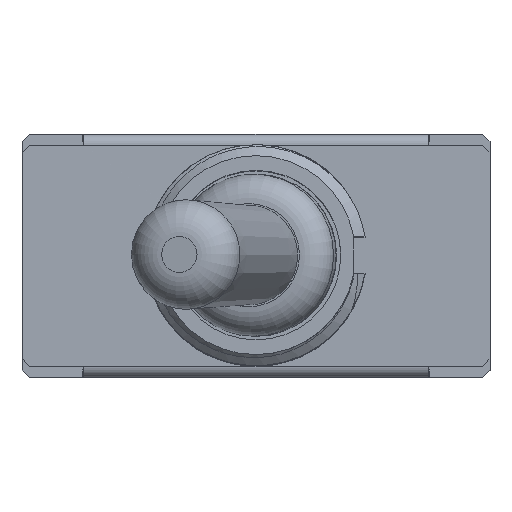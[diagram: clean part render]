
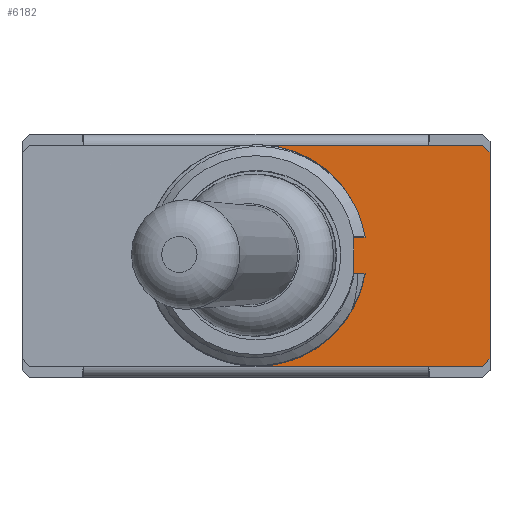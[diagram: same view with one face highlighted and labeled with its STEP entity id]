
A CAD part, top view. The second image highlights one B-rep face of the part: STEP entity #6182.
In plain terms, the highlighted planar face has unit normal (0, 0, 1).
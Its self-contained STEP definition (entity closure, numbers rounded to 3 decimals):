
#830=LINE('',#23560,#1332);
#831=LINE('',#23562,#1333);
#832=LINE('',#23564,#1334);
#833=LINE('',#23565,#1335);
#834=LINE('',#23567,#1336);
#835=LINE('',#23569,#1337);
#836=LINE('',#23571,#1338);
#837=LINE('',#23573,#1339);
#838=LINE('',#23575,#1340);
#839=LINE('',#23577,#1341);
#1332=VECTOR('',#9269,1000.);
#1333=VECTOR('',#9270,1000.);
#1334=VECTOR('',#9271,1000.);
#1335=VECTOR('',#9272,1000.);
#1336=VECTOR('',#9273,1000.);
#1337=VECTOR('',#9274,1000.);
#1338=VECTOR('',#9275,1000.);
#1339=VECTOR('',#9276,1000.);
#1340=VECTOR('',#9277,1000.);
#1341=VECTOR('',#9278,1000.);
#2313=ORIENTED_EDGE('',*,*,#3628,.T.);
#2314=ORIENTED_EDGE('',*,*,#3949,.F.);
#2315=ORIENTED_EDGE('',*,*,#3950,.T.);
#2316=ORIENTED_EDGE('',*,*,#3951,.T.);
#2317=ORIENTED_EDGE('',*,*,#3633,.T.);
#2318=ORIENTED_EDGE('',*,*,#3952,.T.);
#2319=ORIENTED_EDGE('',*,*,#3953,.F.);
#2320=ORIENTED_EDGE('',*,*,#3954,.T.);
#2321=ORIENTED_EDGE('',*,*,#3955,.F.);
#2322=ORIENTED_EDGE('',*,*,#3956,.T.);
#2323=ORIENTED_EDGE('',*,*,#3957,.F.);
#2324=ORIENTED_EDGE('',*,*,#3958,.F.);
#3628=EDGE_CURVE('',#4508,#4507,#4975,.T.);
#3633=EDGE_CURVE('',#4512,#4513,#4977,.T.);
#3949=EDGE_CURVE('',#4757,#4507,#830,.T.);
#3950=EDGE_CURVE('',#4757,#4758,#831,.T.);
#3951=EDGE_CURVE('',#4758,#4512,#832,.T.);
#3952=EDGE_CURVE('',#4513,#4759,#833,.T.);
#3953=EDGE_CURVE('',#4760,#4759,#834,.T.);
#3954=EDGE_CURVE('',#4760,#4761,#835,.F.);
#3955=EDGE_CURVE('',#4762,#4761,#836,.T.);
#3956=EDGE_CURVE('',#4762,#4763,#837,.F.);
#3957=EDGE_CURVE('',#4764,#4763,#838,.T.);
#3958=EDGE_CURVE('',#4508,#4764,#839,.T.);
#4507=VERTEX_POINT('',#17164);
#4508=VERTEX_POINT('',#17166);
#4512=VERTEX_POINT('',#17416);
#4513=VERTEX_POINT('',#17417);
#4757=VERTEX_POINT('',#23561);
#4758=VERTEX_POINT('',#23563);
#4759=VERTEX_POINT('',#23566);
#4760=VERTEX_POINT('',#23568);
#4761=VERTEX_POINT('',#23570);
#4762=VERTEX_POINT('',#23572);
#4763=VERTEX_POINT('',#23574);
#4764=VERTEX_POINT('',#23576);
#4975=CIRCLE('',#8414,3.);
#4977=CIRCLE('',#8417,3.);
#5167=EDGE_LOOP('',(#2313,#2314,#2315,#2316,#2317,#2318,#2319,#2320,#2321,
#2322,#2323,#2324));
#5566=FACE_BOUND('',#5167,.T.);
#5889=PLANE('',#8467);
#6182=ADVANCED_FACE('',(#5566),#5889,.F.);
#8414=AXIS2_PLACEMENT_3D('',#17165,#9055,#9056);
#8417=AXIS2_PLACEMENT_3D('',#17415,#9063,#9064);
#8467=AXIS2_PLACEMENT_3D('',#23559,#9267,#9268);
#9055=DIRECTION('',(0.,0.,-1.));
#9056=DIRECTION('',(1.,0.,0.));
#9063=DIRECTION('',(0.,0.,-1.));
#9064=DIRECTION('',(1.,0.,0.));
#9267=DIRECTION('',(0.,0.,-1.));
#9268=DIRECTION('',(-1.,0.,0.));
#9269=DIRECTION('',(1.,0.,0.));
#9270=DIRECTION('',(0.,-1.,0.));
#9271=DIRECTION('',(1.,0.,0.));
#9272=DIRECTION('',(1.,0.,0.));
#9273=DIRECTION('',(-1.,0.,0.));
#9274=DIRECTION('',(-0.707,-0.707,0.));
#9275=DIRECTION('',(0.,-1.,0.));
#9276=DIRECTION('',(0.707,-0.707,0.));
#9277=DIRECTION('',(1.,0.,0.));
#9278=DIRECTION('',(1.,0.,0.));
#17164=CARTESIAN_POINT('',(2.958,0.5,0.2));
#17165=CARTESIAN_POINT('',(0.,0.,0.2));
#17166=CARTESIAN_POINT('',(0.,3.,0.2));
#17415=CARTESIAN_POINT('',(0.,0.,0.2));
#17416=CARTESIAN_POINT('',(2.958,-0.5,0.2));
#17417=CARTESIAN_POINT('',(0.,-3.,0.2));
#23559=CARTESIAN_POINT('',(0.,0.,0.2));
#23560=CARTESIAN_POINT('',(2.65,0.5,0.2));
#23561=CARTESIAN_POINT('',(2.65,0.5,0.2));
#23562=CARTESIAN_POINT('',(2.65,0.5,0.2));
#23563=CARTESIAN_POINT('',(2.65,-0.5,0.2));
#23564=CARTESIAN_POINT('',(2.65,-0.5,0.2));
#23565=CARTESIAN_POINT('',(-4.675,-3.,0.2));
#23566=CARTESIAN_POINT('',(4.675,-3.,0.2));
#23567=CARTESIAN_POINT('',(6.35,-3.,0.2));
#23568=CARTESIAN_POINT('',(6.15,-3.,0.2));
#23569=CARTESIAN_POINT('',(6.35,-2.8,0.2));
#23570=CARTESIAN_POINT('',(6.35,-2.8,0.2));
#23571=CARTESIAN_POINT('',(6.35,3.,0.2));
#23572=CARTESIAN_POINT('',(6.35,2.8,0.2));
#23573=CARTESIAN_POINT('',(6.15,3.,0.2));
#23574=CARTESIAN_POINT('',(6.15,3.,0.2));
#23575=CARTESIAN_POINT('',(-6.35,3.,0.2));
#23576=CARTESIAN_POINT('',(4.675,3.,0.2));
#23577=CARTESIAN_POINT('',(-6.35,3.,0.2));
